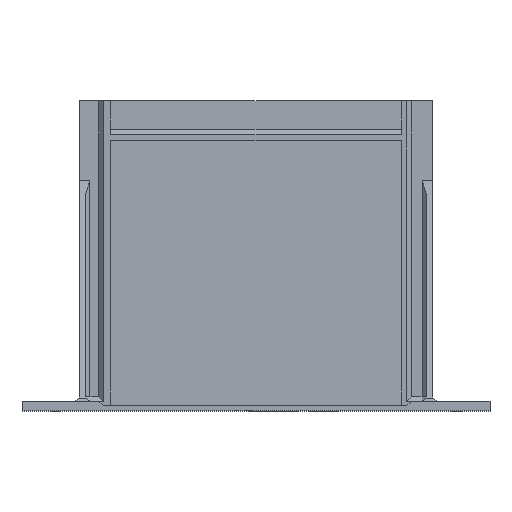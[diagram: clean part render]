
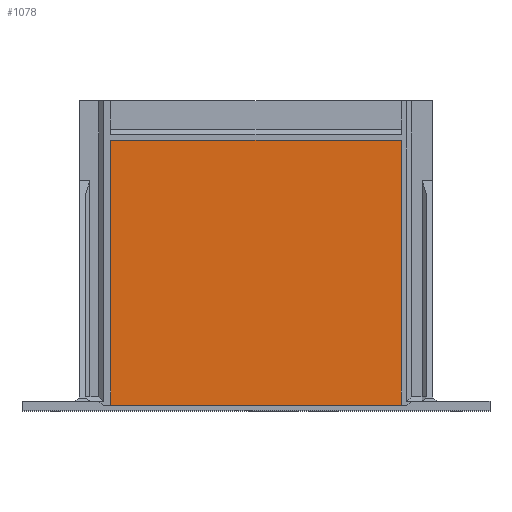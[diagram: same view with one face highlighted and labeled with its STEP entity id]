
A CAD part, top view. The second image highlights one B-rep face of the part: STEP entity #1078.
In plain terms, the highlighted planar face has unit normal (0, 0, 1).
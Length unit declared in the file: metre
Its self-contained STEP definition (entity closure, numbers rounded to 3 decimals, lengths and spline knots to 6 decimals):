
#42=LINE('',#1552,#187);
#43=LINE('',#1555,#188);
#44=LINE('',#1557,#189);
#45=LINE('',#1559,#190);
#187=VECTOR('',#1255,1.);
#188=VECTOR('',#1256,1.);
#189=VECTOR('',#1257,1.);
#190=VECTOR('',#1258,1.);
#336=ORIENTED_EDGE('',*,*,#642,.T.);
#337=ORIENTED_EDGE('',*,*,#643,.T.);
#338=ORIENTED_EDGE('',*,*,#644,.F.);
#339=ORIENTED_EDGE('',*,*,#645,.F.);
#642=EDGE_CURVE('',#795,#796,#42,.T.);
#643=EDGE_CURVE('',#796,#797,#43,.T.);
#644=EDGE_CURVE('',#798,#797,#44,.T.);
#645=EDGE_CURVE('',#795,#798,#45,.T.);
#795=VERTEX_POINT('',#1553);
#796=VERTEX_POINT('',#1554);
#797=VERTEX_POINT('',#1556);
#798=VERTEX_POINT('',#1558);
#885=EDGE_LOOP('',(#336,#337,#338,#339));
#958=FACE_BOUND('',#885,.T.);
#1025=PLANE('',#1152);
#1078=ADVANCED_FACE('',(#958),#1025,.T.);
#1152=AXIS2_PLACEMENT_3D('',#1551,#1253,#1254);
#1253=DIRECTION('',(0.,0.,1.));
#1254=DIRECTION('',(1.,0.,0.));
#1255=DIRECTION('',(0.,-1.,0.));
#1256=DIRECTION('',(1.,0.,0.));
#1257=DIRECTION('',(0.,-1.,0.));
#1258=DIRECTION('',(1.,0.,0.));
#1551=CARTESIAN_POINT('',(0.,-0.010512,0.002));
#1552=CARTESIAN_POINT('',(-0.046,-0.00625,0.002));
#1553=CARTESIAN_POINT('',(-0.046,0.03575,0.002));
#1554=CARTESIAN_POINT('',(-0.046,-0.04825,0.002));
#1555=CARTESIAN_POINT('',(-0.047097,-0.04825,0.002));
#1556=CARTESIAN_POINT('',(0.046,-0.04825,0.002));
#1557=CARTESIAN_POINT('',(0.046,-0.00625,0.002));
#1558=CARTESIAN_POINT('',(0.046,0.03575,0.002));
#1559=CARTESIAN_POINT('',(0.,0.03575,0.002));
